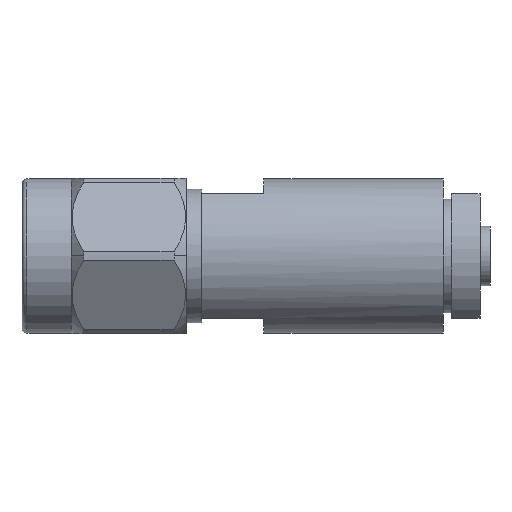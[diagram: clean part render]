
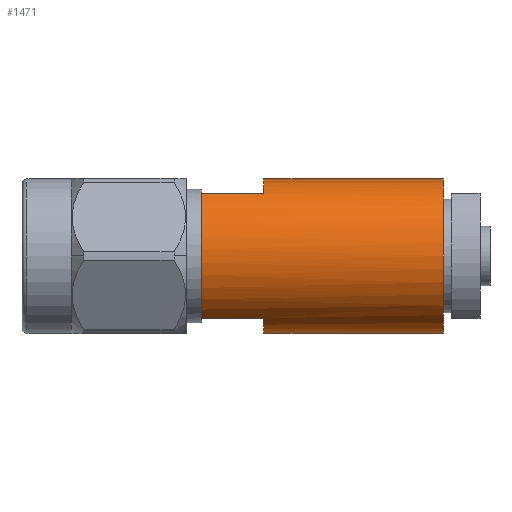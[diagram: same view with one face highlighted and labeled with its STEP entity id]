
A CAD part, front view. The second image highlights one B-rep face of the part: STEP entity #1471.
In plain terms, the highlighted cylindrical face has radius 3.937 mm (diameter 7.874 mm), a partial arc.
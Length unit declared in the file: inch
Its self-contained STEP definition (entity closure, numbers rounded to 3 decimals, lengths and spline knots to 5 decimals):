
#108 = VERTEX_POINT ( 'NONE', #2752 ) ;
#120 = CIRCLE ( 'NONE', #902, 0.155 ) ;
#124 = CARTESIAN_POINT ( 'NONE',  ( 0., -0.09165, 0.125 ) ) ;
#139 = VERTEX_POINT ( 'NONE', #686 ) ;
#226 = CARTESIAN_POINT ( 'NONE',  ( 0.846, 0., 0. ) ) ;
#233 = CARTESIAN_POINT ( 'NONE',  ( 0., 0., -0.155 ) ) ;
#235 = DIRECTION ( 'NONE',  ( 0., -1., 0. ) ) ;
#269 = ORIENTED_EDGE ( 'NONE', *, *, #1421, .F. ) ;
#351 = ORIENTED_EDGE ( 'NONE', *, *, #3558, .F. ) ;
#355 = CARTESIAN_POINT ( 'NONE',  ( 0.3611, -0.09165, 0.125 ) ) ;
#494 = VECTOR ( 'NONE', #1382, 39.37008 ) ;
#512 = LINE ( 'NONE', #233, #494 ) ;
#530 = LINE ( 'NONE', #851, #605 ) ;
#535 = DIRECTION ( 'NONE',  ( 0., 0., 1. ) ) ;
#579 = DIRECTION ( 'NONE',  ( -1., 0., 0. ) ) ;
#605 = VECTOR ( 'NONE', #1705, 39.37008 ) ;
#615 = CARTESIAN_POINT ( 'NONE',  ( 0.4861, 0., 0. ) ) ;
#686 = CARTESIAN_POINT ( 'NONE',  ( 0.4861, -0.09165, 0.125 ) ) ;
#851 = CARTESIAN_POINT ( 'NONE',  ( 0., -0.09165, -0.125 ) ) ;
#866 = EDGE_CURVE ( 'NONE', #2117, #139, #2197, .T. ) ;
#902 = AXIS2_PLACEMENT_3D ( 'NONE', #226, #1091, #535 ) ;
#957 = ORIENTED_EDGE ( 'NONE', *, *, #2005, .F. ) ;
#976 = ORIENTED_EDGE ( 'NONE', *, *, #3034, .T. ) ;
#977 = EDGE_CURVE ( 'NONE', #108, #3203, #120, .T. ) ;
#1039 = DIRECTION ( 'NONE',  ( 0., 0., 1. ) ) ;
#1091 = DIRECTION ( 'NONE',  ( -1., 0., 0. ) ) ;
#1145 = VERTEX_POINT ( 'NONE', #2176 ) ;
#1170 = ORIENTED_EDGE ( 'NONE', *, *, #866, .F. ) ;
#1282 = CIRCLE ( 'NONE', #2738, 0.155 ) ;
#1308 = LINE ( 'NONE', #1351, #2735 ) ;
#1351 = CARTESIAN_POINT ( 'NONE',  ( 0., 0., 0.155 ) ) ;
#1382 = DIRECTION ( 'NONE',  ( -1., 0., 0. ) ) ;
#1421 = EDGE_CURVE ( 'NONE', #3262, #2117, #3777, .T. ) ;
#1458 = AXIS2_PLACEMENT_3D ( 'NONE', #1673, #3440, #235 ) ;
#1471 = ADVANCED_FACE ( 'NONE', ( #2733 ), #3063, .T. ) ;
#1529 = CARTESIAN_POINT ( 'NONE',  ( 0.846, 0., 0.155 ) ) ;
#1566 = DIRECTION ( 'NONE',  ( -1., 0., 0. ) ) ;
#1615 = CARTESIAN_POINT ( 'NONE',  ( 0., 0., 0. ) ) ;
#1673 = CARTESIAN_POINT ( 'NONE',  ( 0.4861, 0., 0. ) ) ;
#1705 = DIRECTION ( 'NONE',  ( -1., 0., 0. ) ) ;
#1931 = EDGE_CURVE ( 'NONE', #3487, #3262, #530, .T. ) ;
#2005 = EDGE_CURVE ( 'NONE', #3125, #3487, #3424, .T. ) ;
#2116 = AXIS2_PLACEMENT_3D ( 'NONE', #3663, #1566, #1039 ) ;
#2117 = VERTEX_POINT ( 'NONE', #355 ) ;
#2139 = DIRECTION ( 'NONE',  ( 1., 0., 0. ) ) ;
#2176 = CARTESIAN_POINT ( 'NONE',  ( 0.4861, 0., 0.155 ) ) ;
#2197 = LINE ( 'NONE', #124, #2358 ) ;
#2312 = CARTESIAN_POINT ( 'NONE',  ( 0.4861, 0., -0.155 ) ) ;
#2313 = EDGE_LOOP ( 'NONE', ( #2456, #3232, #976, #351, #1170, #269, #2721, #957 ) ) ;
#2358 = VECTOR ( 'NONE', #2139, 39.37008 ) ;
#2456 = ORIENTED_EDGE ( 'NONE', *, *, #3179, .F. ) ;
#2721 = ORIENTED_EDGE ( 'NONE', *, *, #1931, .F. ) ;
#2733 = FACE_OUTER_BOUND ( 'NONE', #2313, .T. ) ;
#2735 = VECTOR ( 'NONE', #3687, 39.37008 ) ;
#2738 = AXIS2_PLACEMENT_3D ( 'NONE', #615, #579, #3483 ) ;
#2752 = CARTESIAN_POINT ( 'NONE',  ( 0.846, 0., -0.155 ) ) ;
#2774 = DIRECTION ( 'NONE',  ( 0., 0., 1. ) ) ;
#2921 = CARTESIAN_POINT ( 'NONE',  ( 0.3611, -0.09165, -0.125 ) ) ;
#3034 = EDGE_CURVE ( 'NONE', #3203, #1145, #1308, .T. ) ;
#3063 = CYLINDRICAL_SURFACE ( 'NONE', #3284, 0.155 ) ;
#3125 = VERTEX_POINT ( 'NONE', #2312 ) ;
#3130 = CARTESIAN_POINT ( 'NONE',  ( 0.4861, -0.09165, -0.125 ) ) ;
#3179 = EDGE_CURVE ( 'NONE', #108, #3125, #512, .T. ) ;
#3203 = VERTEX_POINT ( 'NONE', #1529 ) ;
#3232 = ORIENTED_EDGE ( 'NONE', *, *, #977, .T. ) ;
#3262 = VERTEX_POINT ( 'NONE', #2921 ) ;
#3284 = AXIS2_PLACEMENT_3D ( 'NONE', #1615, #3609, #2774 ) ;
#3424 = CIRCLE ( 'NONE', #1458, 0.155 ) ;
#3440 = DIRECTION ( 'NONE',  ( -1., 0., 0. ) ) ;
#3483 = DIRECTION ( 'NONE',  ( 0., -1., 0. ) ) ;
#3487 = VERTEX_POINT ( 'NONE', #3130 ) ;
#3558 = EDGE_CURVE ( 'NONE', #139, #1145, #1282, .T. ) ;
#3609 = DIRECTION ( 'NONE',  ( -1., 0., 0. ) ) ;
#3663 = CARTESIAN_POINT ( 'NONE',  ( 0.3611, 0., 0. ) ) ;
#3687 = DIRECTION ( 'NONE',  ( -1., 0., 0. ) ) ;
#3777 = CIRCLE ( 'NONE', #2116, 0.155 ) ;
